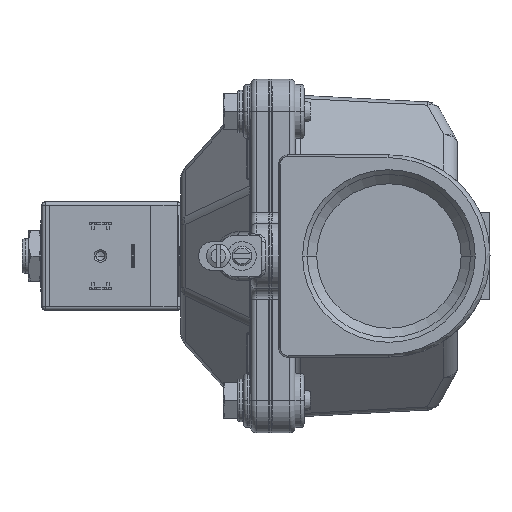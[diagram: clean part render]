
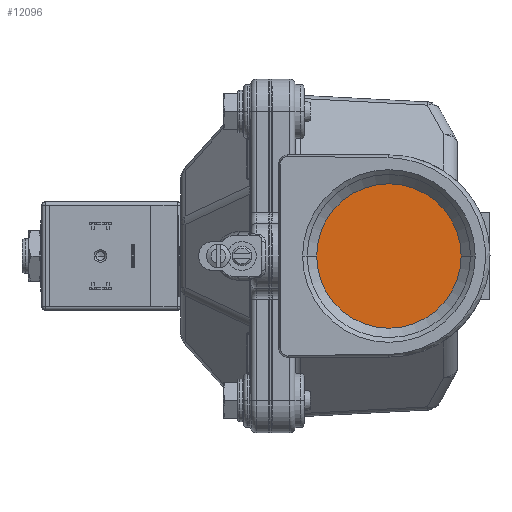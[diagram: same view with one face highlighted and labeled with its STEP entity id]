
A CAD part, left-side view. The second image highlights one B-rep face of the part: STEP entity #12096.
In plain terms, the highlighted planar face has unit normal (-1, 0, 0).
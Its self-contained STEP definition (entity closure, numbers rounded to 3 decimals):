
#4063=CARTESIAN_POINT('',(-45.1,-34.,0.));
#4064=DIRECTION('',(-1.,0.,0.));
#4065=DIRECTION('',(0.,-1.,0.));
#4066=AXIS2_PLACEMENT_3D('',#4063,#4064,#4065);
#4071=CARTESIAN_POINT('',(-45.1,-34.,0.));
#4072=DIRECTION('',(-1.,0.,0.));
#4073=DIRECTION('',(0.,1.,0.));
#4074=AXIS2_PLACEMENT_3D('',#4071,#4072,#4073);
#6462=CARTESIAN_POINT('',(-45.1,-14.,0.));
#6463=VERTEX_POINT('',#6462);
#6464=CARTESIAN_POINT('',(-45.1,-54.,0.));
#6465=VERTEX_POINT('',#6464);
#12087=CARTESIAN_POINT('',(-45.1,-34.,0.));
#12088=DIRECTION('',(1.,0.,0.));
#12089=DIRECTION('',(0.,1.,0.));
#12090=AXIS2_PLACEMENT_3D('',#12087,#12088,#12089);
#12091=PLANE('',#12090);
#12092=ORIENTED_EDGE('',*,*,#12075,.F.);
#12093=ORIENTED_EDGE('',*,*,#12052,.F.);
#12094=EDGE_LOOP('',(#12092,#12093));
#12095=FACE_OUTER_BOUND('',#12094,.F.);
#12096=ADVANCED_FACE('',(#12095),#12091,.F.);
#4067=CIRCLE('',#4066,20.);
#4075=CIRCLE('',#4074,20.);
#12052=EDGE_CURVE('',#6463,#6465,#4075,.T.);
#12075=EDGE_CURVE('',#6465,#6463,#4067,.T.);
